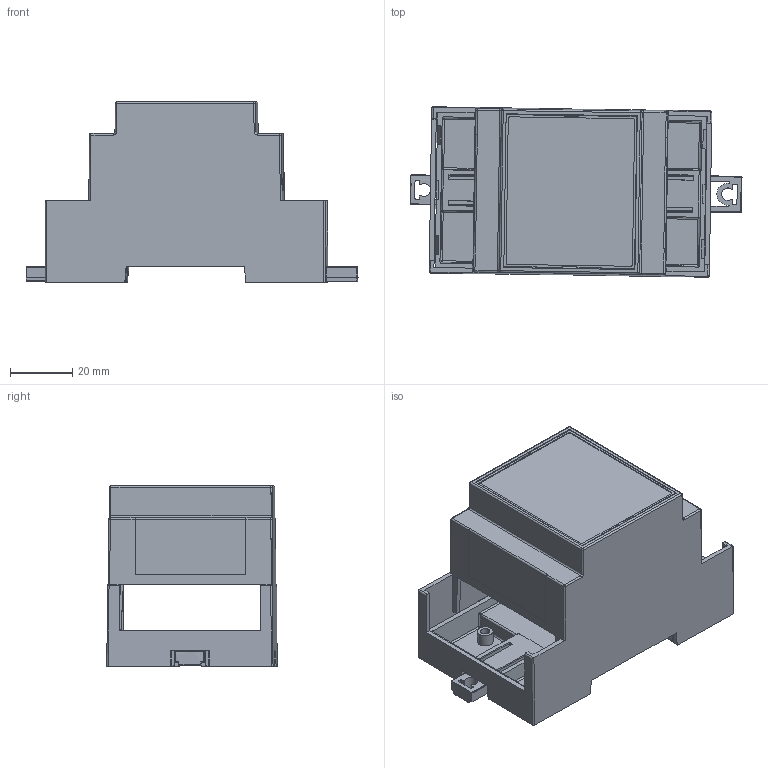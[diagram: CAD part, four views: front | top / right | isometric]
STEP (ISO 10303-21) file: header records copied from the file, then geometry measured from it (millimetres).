
FILE_DESCRIPTION (( 'STEP AP214' ), '1' );
FILE_NAME ('cnmb_3_kit.STEP', '2019-04-07T14:04:55', ( '' ), ( '' ), 'SwSTEP 2.0', 'SolidWorks 2018', '' );
FILE_SCHEMA (( 'AUTOMOTIVE_DESIGN' ));
Length unit declared in the file: millimetre
Products named in the file (12): cnmb_3_kit_02; cnmb_3_kit_13; cnmb_3_kit_04; cnmb_3_kit_03; cnmb_3_kit_01; cnmb_3_kit; cnmb_3_kit_08; cnmb_3_kit_05; cnmb_3_kit_09; cnmb_3_kit_10; cnmb_3_kit_06; cnmb_3_kit_07
Assembly tree (11 placements, depth 2):
  cnmb_3_kit
    cnmb_3_kit_01
    cnmb_3_kit_02
    cnmb_3_kit_03
    cnmb_3_kit_04
    cnmb_3_kit_05
    cnmb_3_kit_06
    cnmb_3_kit_07
    cnmb_3_kit_08
    cnmb_3_kit_09
    cnmb_3_kit_10
    cnmb_3_kit_13
Bounding box: 106.64 x 54.74 x 58 mm (x, y, z)
Volume: 35119.3 mm3; surface area: 50095.1 mm2
Topology: 11 solids, 11 shells, 1051 faces, 2824 edges, 1773 vertices
Faces by surface type: plane 606, cylinder 333, bspline 107, cone 5
Entity records: 39115 total; most frequent: CARTESIAN_POINT 14321, ORIENTED_EDGE 5576, DIRECTION 4182, EDGE_CURVE 2788, VECTOR 1932, LINE 1932, VERTEX_POINT 1773, AXIS2_PLACEMENT_3D 1125
